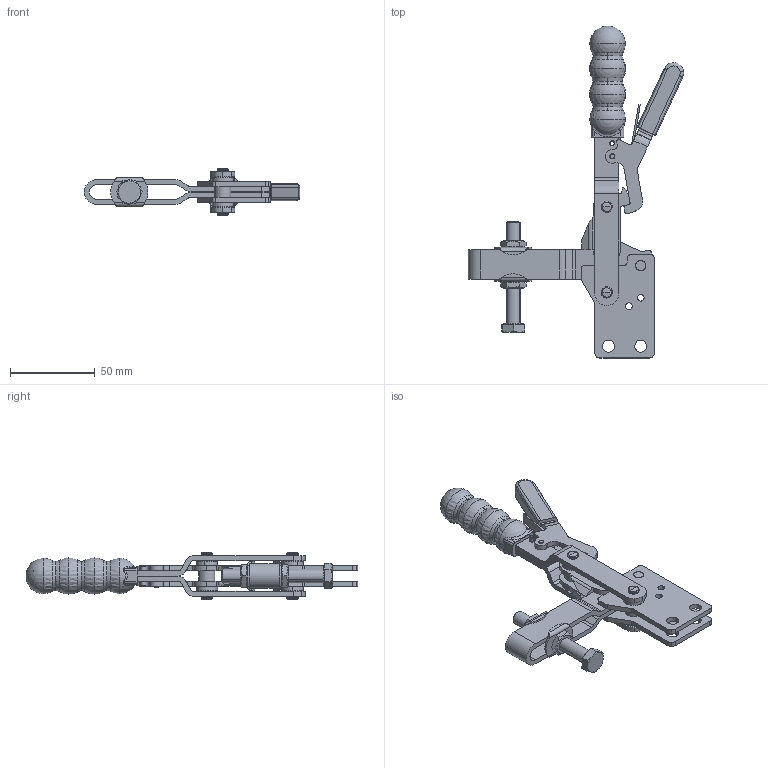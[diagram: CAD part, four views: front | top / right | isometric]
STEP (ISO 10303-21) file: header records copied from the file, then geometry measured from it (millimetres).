
FILE_DESCRIPTION((''),'2;1');
FILE_NAME('MG85U-SL.stp','2009-11-24T15:33:38',('David'),(''),'Autodesk Inventor 8','Autodesk Inventor 8','');
FILE_SCHEMA(('AUTOMOTIVE_DESIGN { 1 0 10303 214 1 1 1 1 }'));
Length unit declared in the file: millimetre
Products named in the file (8): MG85U-SL; MG85 SIDEPLATE ASSEMBLY; MG85-SL HANDLE ASSEMBLY; MG85-SL LINK ASSEMBLY; MG85 U-BAR ASSEMBLY; ISO 4017  (Regular Thread) M8 x 60; MG85 FLANGED WASHER ASSEMBLY; MG85-SL LEVER ASSEMBLY
Assembly tree (7 placements, depth 2):
  MG85U-SL
    MG85 SIDEPLATE ASSEMBLY
    MG85-SL HANDLE ASSEMBLY
    MG85-SL LINK ASSEMBLY
    MG85 U-BAR ASSEMBLY
    ISO 4017  (Regular Thread) M8 x 60
    MG85 FLANGED WASHER ASSEMBLY
    MG85-SL LEVER ASSEMBLY
Bounding box: 126.87 x 195.62 x 28 mm (x, y, z)
Volume: 71374.8 mm3; surface area: 46895.7 mm2
Topology: 8 solids, 10 shells, 831 faces, 2314 edges, 1512 vertices
Faces by surface type: plane 342, cylinder 267, bspline 134, cone 56, torus 20, sphere 12
Entity records: 30744 total; most frequent: CARTESIAN_POINT 9100, ORIENTED_EDGE 4572, DIRECTION 4528, EDGE_CURVE 2286, AXIS2_PLACEMENT_3D 1606, VERTEX_POINT 1508, VECTOR 1316, LINE 1316
